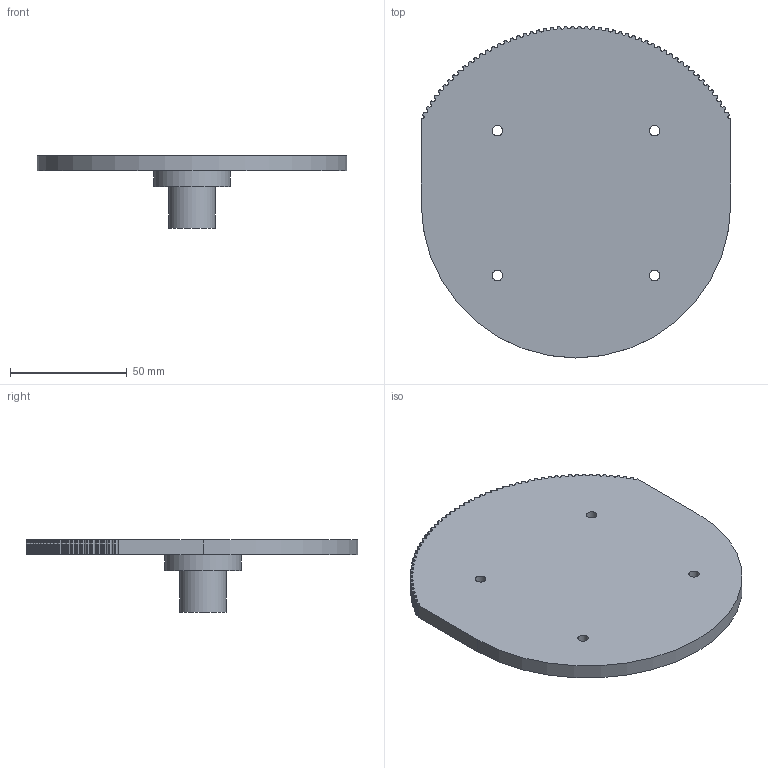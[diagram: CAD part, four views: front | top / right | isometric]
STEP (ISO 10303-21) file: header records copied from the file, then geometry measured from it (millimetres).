
FILE_DESCRIPTION(/* description */ ('STEP AP242','CAx-IF Rec.Pracs.---Representation and Presentation of Product Manufacturing Information (PMI)---4.0---2014-10-13','CAx-IF Rec.Pracs.---3D Tessellated Geometry---0.4---2014-09-14','2;1','CAx-IF Rec.Pracs.---User Defined Attributes---1.5---2016-08-15'),/* implementation_level */ '2;1');
FILE_NAME(/* name */ '69112b01bef6f3e6e8224e5b',/* time_stamp */ '2025-11-10T00:00:01Z',/* author */ (''),/* organization */ (''),/* preprocessor_version */ 'ST-DEVELOPER v20',/* originating_system */ 'ONSHAPE BY PTC INC, 1.206',/* authorisation */ ' ');
FILE_SCHEMA (('AP242_MANAGED_MODEL_BASED_3D_ENGINEERING_MIM_LF { 1 0 10303 442 1 1 4 }'));
Length unit declared in the file: metre
Products named in the file (1): PART C - Tilt Bearing Mount
Bounding box: 132.95 x 142.48 x 31.09 mm (x, y, z)
Volume: 109087.4 mm3; surface area: 36212.4 mm2
Topology: 1 solids, 1 shells, 340 faces, 1009 edges, 673 vertices
Faces by surface type: cylinder 334, plane 6
Full cylindrical faces by diameter (mm): 4.5 x4, 19.964 x1, 32.781 x1
Entity records: 11808 total; most frequent: DIRECTION 2352, CARTESIAN_POINT 2015, ORIENTED_EDGE 2004, AXIS2_PLACEMENT_3D 1009, EDGE_CURVE 1002, VERTEX_POINT 672, CIRCLE 668, EDGE_LOOP 356
